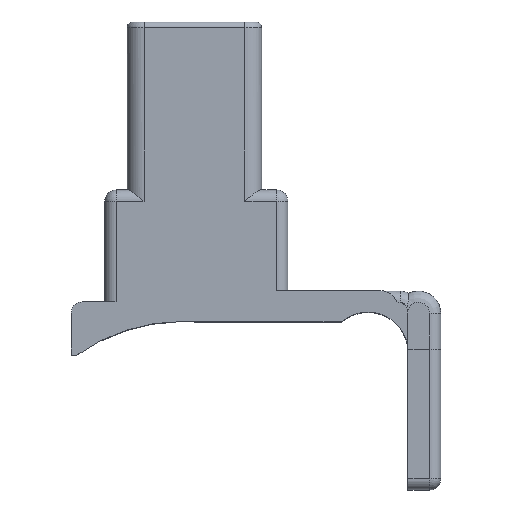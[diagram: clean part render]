
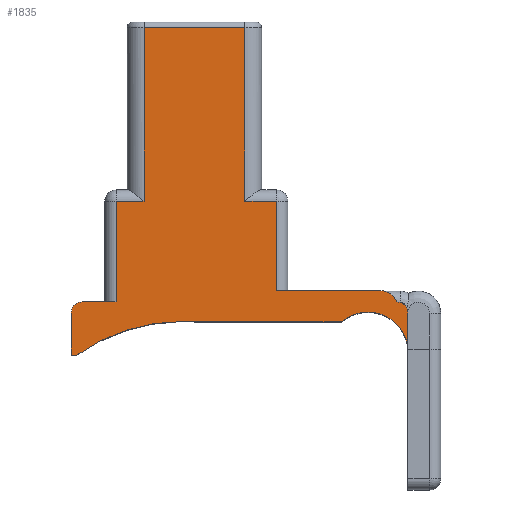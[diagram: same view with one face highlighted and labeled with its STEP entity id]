
A CAD part, top view. The second image highlights one B-rep face of the part: STEP entity #1835.
In plain terms, the highlighted planar face has unit normal (0, 0, 1).
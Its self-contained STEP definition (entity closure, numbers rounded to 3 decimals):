
#145=CIRCLE('',#2008,1.);
#146=CIRCLE('',#2009,16.);
#147=CIRCLE('',#2010,3.568);
#148=CIRCLE('',#2011,3.6);
#149=CIRCLE('',#2012,3.568);
#150=CIRCLE('',#2013,1.);
#151=CIRCLE('',#2014,1.5);
#233=FACE_OUTER_BOUND('',#343,.T.);
#343=EDGE_LOOP('',(#1384,#1385,#1386,#1387,#1388,#1389,#1390,#1391,#1392,
#1393,#1394,#1395,#1396,#1397,#1398,#1399,#1400,#1401,#1402,#1403));
#437=LINE('',#2765,#602);
#477=LINE('',#3016,#642);
#481=LINE('',#3041,#646);
#482=LINE('',#3043,#647);
#483=LINE('',#3045,#648);
#484=LINE('',#3049,#649);
#485=LINE('',#3051,#650);
#486=LINE('',#3055,#651);
#487=LINE('',#3063,#652);
#488=LINE('',#3068,#653);
#489=LINE('',#3070,#654);
#490=LINE('',#3072,#655);
#491=LINE('',#3073,#656);
#602=VECTOR('',#2172,10.);
#642=VECTOR('',#2346,10.);
#646=VECTOR('',#2362,10.);
#647=VECTOR('',#2363,10.);
#648=VECTOR('',#2364,10.);
#649=VECTOR('',#2367,10.);
#650=VECTOR('',#2368,10.);
#651=VECTOR('',#2371,10.);
#652=VECTOR('',#2378,10.);
#653=VECTOR('',#2383,10.);
#654=VECTOR('',#2384,10.);
#655=VECTOR('',#2385,10.);
#656=VECTOR('',#2386,10.);
#770=VERTEX_POINT('',#2762);
#771=VERTEX_POINT('',#2764);
#827=VERTEX_POINT('',#3013);
#828=VERTEX_POINT('',#3015);
#833=VERTEX_POINT('',#3040);
#834=VERTEX_POINT('',#3042);
#835=VERTEX_POINT('',#3044);
#836=VERTEX_POINT('',#3046);
#837=VERTEX_POINT('',#3048);
#838=VERTEX_POINT('',#3050);
#839=VERTEX_POINT('',#3052);
#840=VERTEX_POINT('',#3054);
#841=VERTEX_POINT('',#3056);
#842=VERTEX_POINT('',#3058);
#843=VERTEX_POINT('',#3060);
#844=VERTEX_POINT('',#3062);
#845=VERTEX_POINT('',#3064);
#846=VERTEX_POINT('',#3067);
#847=VERTEX_POINT('',#3069);
#848=VERTEX_POINT('',#3071);
#948=EDGE_CURVE('',#770,#771,#437,.T.);
#1033=EDGE_CURVE('',#827,#828,#477,.T.);
#1041=EDGE_CURVE('',#828,#833,#481,.T.);
#1042=EDGE_CURVE('',#834,#827,#482,.T.);
#1043=EDGE_CURVE('',#835,#834,#483,.T.);
#1044=EDGE_CURVE('',#836,#835,#145,.T.);
#1045=EDGE_CURVE('',#836,#837,#484,.F.);
#1046=EDGE_CURVE('',#838,#837,#485,.T.);
#1047=EDGE_CURVE('',#838,#839,#146,.F.);
#1048=EDGE_CURVE('',#840,#839,#486,.T.);
#1049=EDGE_CURVE('',#840,#841,#147,.T.);
#1050=EDGE_CURVE('',#841,#842,#148,.T.);
#1051=EDGE_CURVE('',#842,#843,#149,.T.);
#1052=EDGE_CURVE('',#844,#843,#487,.T.);
#1053=EDGE_CURVE('',#845,#844,#150,.T.);
#1054=EDGE_CURVE('',#771,#845,#151,.T.);
#1055=EDGE_CURVE('',#846,#770,#488,.T.);
#1056=EDGE_CURVE('',#847,#846,#489,.T.);
#1057=EDGE_CURVE('',#848,#847,#490,.T.);
#1058=EDGE_CURVE('',#833,#848,#491,.T.);
#1384=ORIENTED_EDGE('',*,*,#1041,.F.);
#1385=ORIENTED_EDGE('',*,*,#1033,.F.);
#1386=ORIENTED_EDGE('',*,*,#1042,.F.);
#1387=ORIENTED_EDGE('',*,*,#1043,.F.);
#1388=ORIENTED_EDGE('',*,*,#1044,.F.);
#1389=ORIENTED_EDGE('',*,*,#1045,.T.);
#1390=ORIENTED_EDGE('',*,*,#1046,.F.);
#1391=ORIENTED_EDGE('',*,*,#1047,.T.);
#1392=ORIENTED_EDGE('',*,*,#1048,.F.);
#1393=ORIENTED_EDGE('',*,*,#1049,.T.);
#1394=ORIENTED_EDGE('',*,*,#1050,.T.);
#1395=ORIENTED_EDGE('',*,*,#1051,.T.);
#1396=ORIENTED_EDGE('',*,*,#1052,.F.);
#1397=ORIENTED_EDGE('',*,*,#1053,.F.);
#1398=ORIENTED_EDGE('',*,*,#1054,.F.);
#1399=ORIENTED_EDGE('',*,*,#948,.F.);
#1400=ORIENTED_EDGE('',*,*,#1055,.F.);
#1401=ORIENTED_EDGE('',*,*,#1056,.F.);
#1402=ORIENTED_EDGE('',*,*,#1057,.F.);
#1403=ORIENTED_EDGE('',*,*,#1058,.F.);
#1758=PLANE('',#2007);
#1835=ADVANCED_FACE('',(#233),#1758,.T.);
#2007=AXIS2_PLACEMENT_3D('',#3039,#2360,#2361);
#2008=AXIS2_PLACEMENT_3D('',#3047,#2365,#2366);
#2009=AXIS2_PLACEMENT_3D('',#3053,#2369,#2370);
#2010=AXIS2_PLACEMENT_3D('',#3057,#2372,#2373);
#2011=AXIS2_PLACEMENT_3D('',#3059,#2374,#2375);
#2012=AXIS2_PLACEMENT_3D('',#3061,#2376,#2377);
#2013=AXIS2_PLACEMENT_3D('',#3065,#2379,#2380);
#2014=AXIS2_PLACEMENT_3D('',#3066,#2381,#2382);
#2172=DIRECTION('',(1.,0.,0.));
#2346=DIRECTION('',(1.,0.,0.));
#2360=DIRECTION('center_axis',(0.,0.,1.));
#2361=DIRECTION('ref_axis',(-1.,0.,0.));
#2362=DIRECTION('',(0.,1.,0.));
#2363=DIRECTION('',(0.,1.,0.));
#2364=DIRECTION('',(1.,0.,0.));
#2365=DIRECTION('center_axis',(0.,0.,-1.));
#2366=DIRECTION('ref_axis',(-0.707,0.707,0.));
#2367=DIRECTION('',(0.,1.,0.));
#2368=DIRECTION('',(-1.,0.,0.));
#2369=DIRECTION('center_axis',(0.,0.,1.));
#2370=DIRECTION('ref_axis',(-0.583,0.813,0.));
#2371=DIRECTION('',(-1.,0.,0.));
#2372=DIRECTION('center_axis',(0.,0.,-1.));
#2373=DIRECTION('ref_axis',(-1.,0.,0.));
#2374=DIRECTION('center_axis',(0.,0.,-1.));
#2375=DIRECTION('ref_axis',(-0.423,0.906,0.));
#2376=DIRECTION('center_axis',(0.,0.,-1.));
#2377=DIRECTION('ref_axis',(1.,0.,0.));
#2378=DIRECTION('',(0.,-1.,0.));
#2379=DIRECTION('center_axis',(0.,0.,-1.));
#2380=DIRECTION('ref_axis',(0.707,0.707,0.));
#2381=DIRECTION('center_axis',(0.,0.,-1.));
#2382=DIRECTION('ref_axis',(0.943,0.333,0.));
#2383=DIRECTION('',(0.,-1.,0.));
#2384=DIRECTION('',(1.,0.,0.));
#2385=DIRECTION('',(0.,-1.,0.));
#2386=DIRECTION('',(1.,0.,0.));
#2762=CARTESIAN_POINT('',(7.343,21.,0.));
#2764=CARTESIAN_POINT('',(16.643,21.,0.));
#2765=CARTESIAN_POINT('',(7.343,21.,0.));
#3013=CARTESIAN_POINT('',(-7.,29.,0.));
#3015=CARTESIAN_POINT('',(-4.5,29.,0.));
#3016=CARTESIAN_POINT('',(9.614,29.,0.));
#3039=CARTESIAN_POINT('Origin',(19.057,20.,0.));
#3040=CARTESIAN_POINT('',(-4.5,44.5,0.));
#3041=CARTESIAN_POINT('',(-4.5,25.,0.));
#3042=CARTESIAN_POINT('',(-7.,20.,0.));
#3043=CARTESIAN_POINT('',(-7.,20.,0.));
#3044=CARTESIAN_POINT('',(-10.,20.,0.));
#3045=CARTESIAN_POINT('',(12.,20.,0.));
#3046=CARTESIAN_POINT('',(-11.,19.,0.));
#3047=CARTESIAN_POINT('Origin',(-10.,19.,0.));
#3048=CARTESIAN_POINT('',(-11.,15.25,0.));
#3049=CARTESIAN_POINT('',(-11.,20.,0.));
#3050=CARTESIAN_POINT('',(-10.5,15.25,0.));
#3051=CARTESIAN_POINT('',(-13.,15.25,0.));
#3052=CARTESIAN_POINT('',(-1.173,18.25,0.));
#3053=CARTESIAN_POINT('Origin',(-1.173,2.25,0.));
#3054=CARTESIAN_POINT('',(13.188,18.25,0.));
#3055=CARTESIAN_POINT('',(12.,18.25,0.));
#3056=CARTESIAN_POINT('',(16.,19.065,0.));
#3057=CARTESIAN_POINT('Origin',(15.5,15.533,0.));
#3058=CARTESIAN_POINT('',(17.997,18.093,0.));
#3059=CARTESIAN_POINT('Origin',(15.5,15.5,0.));
#3060=CARTESIAN_POINT('',(19.057,15.8,0.));
#3061=CARTESIAN_POINT('Origin',(15.498,15.547,0.));
#3062=CARTESIAN_POINT('',(19.057,19.,0.));
#3063=CARTESIAN_POINT('',(19.057,20.,0.));
#3064=CARTESIAN_POINT('',(18.057,20.,0.));
#3065=CARTESIAN_POINT('Origin',(18.057,19.,0.));
#3066=CARTESIAN_POINT('Origin',(16.643,19.5,0.));
#3067=CARTESIAN_POINT('',(7.343,29.,0.));
#3068=CARTESIAN_POINT('',(7.343,20.,0.));
#3069=CARTESIAN_POINT('',(4.5,29.,0.));
#3070=CARTESIAN_POINT('',(9.614,29.,0.));
#3071=CARTESIAN_POINT('',(4.5,44.5,0.));
#3072=CARTESIAN_POINT('',(4.5,25.,0.));
#3073=CARTESIAN_POINT('',(9.529,44.5,0.));
